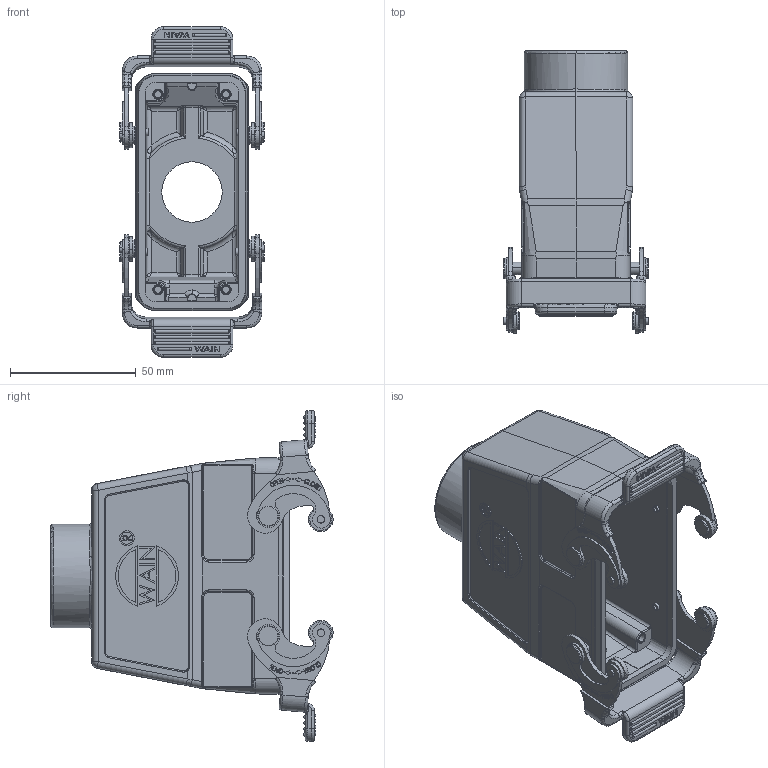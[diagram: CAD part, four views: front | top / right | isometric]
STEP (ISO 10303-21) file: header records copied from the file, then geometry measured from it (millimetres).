
FILE_DESCRIPTION(/* description */ (''),/* implementation_level */ '2;1');
FILE_NAME(/* name */ '3D_1240167415011_HV16B-CCTH-2L_SC-PG21_V1.1.stp',/* time_stamp */ '2024-01-10T13:43:26+08:00',/* author */ (''),/* organization */ (''),/* preprocessor_version */ 'ST-DEVELOPER v18.1',/* originating_system */ 'SIEMENS PLM Software NX 1980',/* authorisation */ '');
FILE_SCHEMA (('AUTOMOTIVE_DESIGN { 1 0 10303 214 3 1 1 1 }'));
Products named in the file (1): 1459141CBC7C11uj
Bounding box: 57.5 x 112.08 x 131.3 mm (x, y, z)
Volume: 106329.7 mm3; surface area: 61367.8 mm2
Topology: 3 solids, 3 shells, 1844 faces, 4884 edges, 3179 vertices
Faces by surface type: plane 842, cylinder 538, torus 184, extrusion 86, bspline 86, cone 66, sphere 40, revolution 2
Full cylindrical faces by diameter (mm): 24 x1, 26.9 x1
Entity records: 73985 total; most frequent: CARTESIAN_POINT 22867, ORIENTED_EDGE 9658, DIRECTION 8267, EDGE_CURVE 4829, VERTEX_POINT 3177, AXIS2_PLACEMENT_3D 2920, VECTOR 2425, LINE 2339
